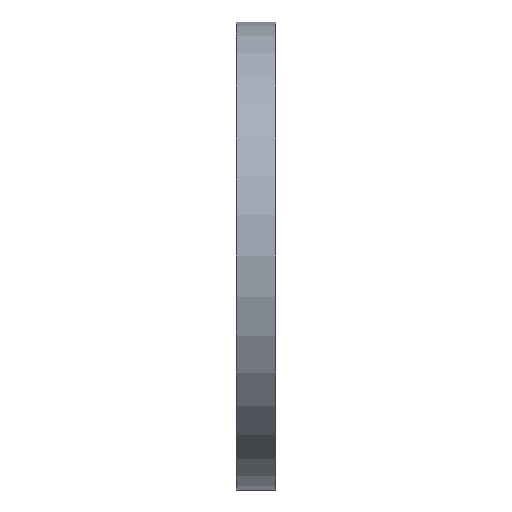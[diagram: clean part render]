
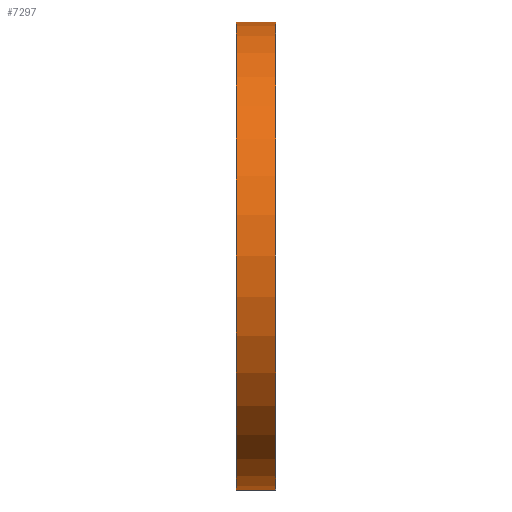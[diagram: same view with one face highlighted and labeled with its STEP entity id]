
A CAD part, left-side view. The second image highlights one B-rep face of the part: STEP entity #7297.
In plain terms, the highlighted cylindrical face has radius 60 mm (diameter 120 mm), a partial arc.
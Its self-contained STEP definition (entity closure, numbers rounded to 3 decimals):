
#362 = LINE ( 'NONE', #3096, #936 ) ;
#532 = LINE ( 'NONE', #11076, #6418 ) ;
#840 = EDGE_CURVE ( 'NONE', #3450, #8687, #532, .T. ) ;
#936 = VECTOR ( 'NONE', #13969, 1000. ) ;
#2347 = VERTEX_POINT ( 'NONE', #10877 ) ;
#3096 = CARTESIAN_POINT ( 'NONE',  ( 0., 10., 60. ) ) ;
#3450 = VERTEX_POINT ( 'NONE', #15749 ) ;
#3795 = EDGE_CURVE ( 'NONE', #8687, #6153, #9412, .T. ) ;
#3946 = DIRECTION ( 'NONE',  ( 0., 0., -1. ) ) ;
#4187 = EDGE_LOOP ( 'NONE', ( #8714, #14842, #10978, #9298 ) ) ;
#4430 = FACE_OUTER_BOUND ( 'NONE', #4187, .T. ) ;
#4787 = CARTESIAN_POINT ( 'NONE',  ( 0., 0., 0. ) ) ;
#4951 = CIRCLE ( 'NONE', #12631, 60. ) ;
#5163 = DIRECTION ( 'NONE',  ( 0., -1., 0. ) ) ;
#6153 = VERTEX_POINT ( 'NONE', #13783 ) ;
#6157 = CYLINDRICAL_SURFACE ( 'NONE', #15362, 60. ) ;
#6232 = DIRECTION ( 'NONE',  ( 0., 0., 1. ) ) ;
#6418 = VECTOR ( 'NONE', #12143, 1000. ) ;
#6785 = DIRECTION ( 'NONE',  ( 0., 1., 0. ) ) ;
#7297 = ADVANCED_FACE ( 'NONE', ( #4430 ), #6157, .T. ) ;
#8687 = VERTEX_POINT ( 'NONE', #11057 ) ;
#8714 = ORIENTED_EDGE ( 'NONE', *, *, #14125, .F. ) ;
#9221 = DIRECTION ( 'NONE',  ( 0., 0., 1. ) ) ;
#9298 = ORIENTED_EDGE ( 'NONE', *, *, #3795, .T. ) ;
#9412 = CIRCLE ( 'NONE', #12728, 60. ) ;
#10877 = CARTESIAN_POINT ( 'NONE',  ( 0., 10., 60. ) ) ;
#10978 = ORIENTED_EDGE ( 'NONE', *, *, #840, .T. ) ;
#11057 = CARTESIAN_POINT ( 'NONE',  ( 0., 0., -60. ) ) ;
#11076 = CARTESIAN_POINT ( 'NONE',  ( 0., 10., -60. ) ) ;
#11994 = EDGE_CURVE ( 'NONE', #3450, #2347, #4951, .T. ) ;
#12143 = DIRECTION ( 'NONE',  ( 0., -1., 0. ) ) ;
#12631 = AXIS2_PLACEMENT_3D ( 'NONE', #14077, #6785, #9221 ) ;
#12728 = AXIS2_PLACEMENT_3D ( 'NONE', #4787, #14682, #6232 ) ;
#13762 = CARTESIAN_POINT ( 'NONE',  ( 0., 10., 0. ) ) ;
#13783 = CARTESIAN_POINT ( 'NONE',  ( 0., 0., 60. ) ) ;
#13969 = DIRECTION ( 'NONE',  ( 0., -1., 0. ) ) ;
#14077 = CARTESIAN_POINT ( 'NONE',  ( 0., 10., 0. ) ) ;
#14125 = EDGE_CURVE ( 'NONE', #2347, #6153, #362, .T. ) ;
#14682 = DIRECTION ( 'NONE',  ( 0., 1., 0. ) ) ;
#14842 = ORIENTED_EDGE ( 'NONE', *, *, #11994, .F. ) ;
#15362 = AXIS2_PLACEMENT_3D ( 'NONE', #13762, #5163, #3946 ) ;
#15749 = CARTESIAN_POINT ( 'NONE',  ( 0., 10., -60. ) ) ;
